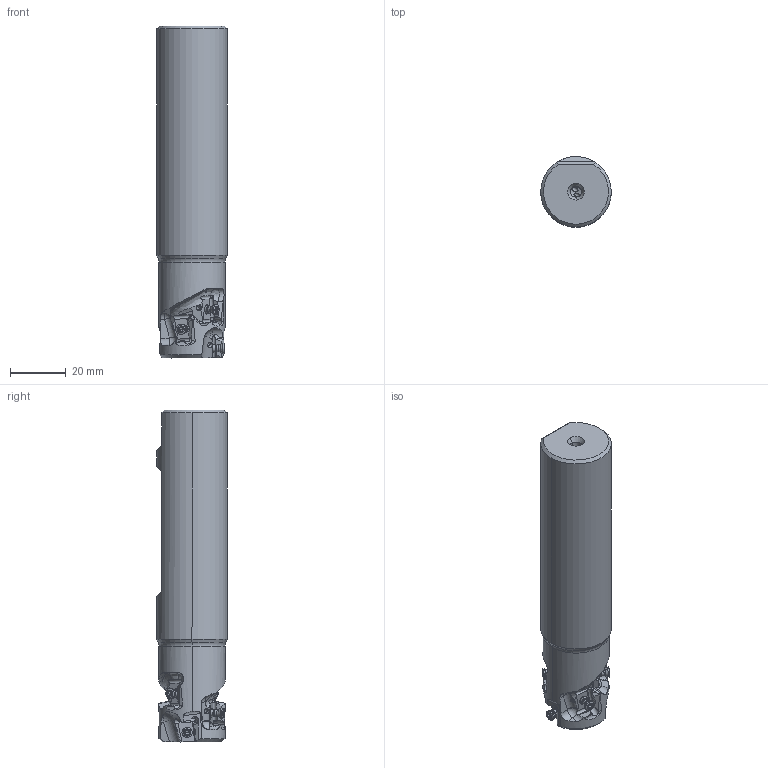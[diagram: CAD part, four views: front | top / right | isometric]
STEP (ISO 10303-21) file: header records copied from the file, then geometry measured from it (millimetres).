
FILE_DESCRIPTION(/* description */ (''),/* implementation_level */ '2;1');
FILE_NAME(/* name */ 'VPX200UR162FA16S0806.stp',/* time_stamp */ '2021-06-22T11:12:58+09:00',/* author */ (''),/* organization */ (''),/* preprocessor_version */ 'ST-DEVELOPER v16',/* originating_system */ 'SIEMENS PLM Software NX 10.0',/* authorisation */ '');
FILE_SCHEMA (('AUTOMOTIVE_DESIGN { 1 0 10303 214 3 1 1 1 }'));
Length unit declared in the file: millimetre
Products named in the file (1): VPX200UR162FA16S0806_ASM
Bounding box: 25.4 x 25.4 x 119.45 mm (x, y, z)
Volume: 52739.1 mm3; surface area: 13079.9 mm2
Topology: 7 solids, 7 shells, 640 faces, 1790 edges, 1143 vertices
Faces by surface type: cylinder 292, plane 159, cone 95, sphere 40, torus 34, bspline 12, extrusion 8
Entity records: 26827 total; most frequent: CARTESIAN_POINT 10712, ORIENTED_EDGE 3476, DIRECTION 3233, EDGE_CURVE 1738, AXIS2_PLACEMENT_3D 1322, VERTEX_POINT 1134, EDGE_LOOP 674, ADVANCED_FACE 640
